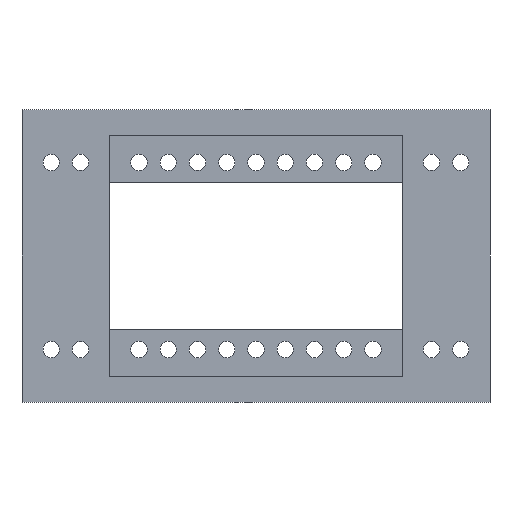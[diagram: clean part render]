
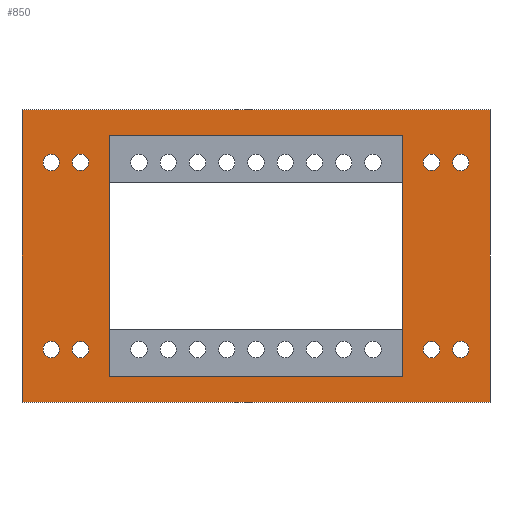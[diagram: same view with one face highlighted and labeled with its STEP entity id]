
A CAD part, front view. The second image highlights one B-rep face of the part: STEP entity #850.
In plain terms, the highlighted planar face has unit normal (0, -1, 0).
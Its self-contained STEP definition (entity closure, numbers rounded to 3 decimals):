
#42=FACE_BOUND('',#164,.T.);
#43=FACE_BOUND('',#165,.T.);
#44=FACE_BOUND('',#166,.T.);
#45=FACE_BOUND('',#167,.T.);
#46=FACE_BOUND('',#168,.T.);
#47=FACE_BOUND('',#169,.T.);
#48=FACE_BOUND('',#170,.T.);
#49=FACE_BOUND('',#171,.T.);
#50=FACE_BOUND('',#172,.T.);
#74=PLANE('',#926);
#96=FACE_OUTER_BOUND('',#163,.T.);
#163=EDGE_LOOP('',(#665,#666,#667,#668));
#164=EDGE_LOOP('',(#669));
#165=EDGE_LOOP('',(#670));
#166=EDGE_LOOP('',(#671));
#167=EDGE_LOOP('',(#672));
#168=EDGE_LOOP('',(#673));
#169=EDGE_LOOP('',(#674));
#170=EDGE_LOOP('',(#675));
#171=EDGE_LOOP('',(#676));
#172=EDGE_LOOP('',(#677,#678,#679,#680));
#225=LINE('',#1271,#287);
#229=LINE('',#1280,#291);
#234=LINE('',#1288,#296);
#236=LINE('',#1291,#298);
#241=LINE('',#1340,#303);
#242=LINE('',#1342,#304);
#243=LINE('',#1344,#305);
#244=LINE('',#1345,#306);
#287=VECTOR('',#1031,10.);
#291=VECTOR('',#1037,10.);
#296=VECTOR('',#1044,10.);
#298=VECTOR('',#1048,10.);
#303=VECTOR('',#1093,10.);
#304=VECTOR('',#1094,10.);
#305=VECTOR('',#1095,10.);
#306=VECTOR('',#1096,10.);
#341=CIRCLE('',#880,1.4);
#343=CIRCLE('',#883,1.4);
#345=CIRCLE('',#886,1.4);
#347=CIRCLE('',#889,1.4);
#349=CIRCLE('',#892,1.4);
#351=CIRCLE('',#895,1.4);
#353=CIRCLE('',#898,1.4);
#355=CIRCLE('',#901,1.4);
#393=VERTEX_POINT('',#1221);
#395=VERTEX_POINT('',#1227);
#397=VERTEX_POINT('',#1233);
#399=VERTEX_POINT('',#1239);
#401=VERTEX_POINT('',#1245);
#403=VERTEX_POINT('',#1251);
#405=VERTEX_POINT('',#1257);
#407=VERTEX_POINT('',#1263);
#409=VERTEX_POINT('',#1269);
#410=VERTEX_POINT('',#1270);
#413=VERTEX_POINT('',#1278);
#414=VERTEX_POINT('',#1279);
#439=VERTEX_POINT('',#1338);
#440=VERTEX_POINT('',#1339);
#441=VERTEX_POINT('',#1341);
#442=VERTEX_POINT('',#1343);
#469=EDGE_CURVE('',#393,#393,#341,.T.);
#472=EDGE_CURVE('',#395,#395,#343,.T.);
#475=EDGE_CURVE('',#397,#397,#345,.T.);
#478=EDGE_CURVE('',#399,#399,#347,.T.);
#481=EDGE_CURVE('',#401,#401,#349,.T.);
#484=EDGE_CURVE('',#403,#403,#351,.T.);
#487=EDGE_CURVE('',#405,#405,#353,.T.);
#490=EDGE_CURVE('',#407,#407,#355,.T.);
#493=EDGE_CURVE('',#409,#410,#225,.T.);
#497=EDGE_CURVE('',#413,#414,#229,.T.);
#502=EDGE_CURVE('',#409,#414,#234,.T.);
#504=EDGE_CURVE('',#413,#410,#236,.T.);
#527=EDGE_CURVE('',#439,#440,#241,.T.);
#528=EDGE_CURVE('',#441,#439,#242,.T.);
#529=EDGE_CURVE('',#442,#441,#243,.T.);
#530=EDGE_CURVE('',#440,#442,#244,.T.);
#665=ORIENTED_EDGE('',*,*,#502,.T.);
#666=ORIENTED_EDGE('',*,*,#497,.F.);
#667=ORIENTED_EDGE('',*,*,#504,.T.);
#668=ORIENTED_EDGE('',*,*,#493,.F.);
#669=ORIENTED_EDGE('',*,*,#469,.T.);
#670=ORIENTED_EDGE('',*,*,#472,.T.);
#671=ORIENTED_EDGE('',*,*,#475,.T.);
#672=ORIENTED_EDGE('',*,*,#478,.T.);
#673=ORIENTED_EDGE('',*,*,#481,.T.);
#674=ORIENTED_EDGE('',*,*,#484,.T.);
#675=ORIENTED_EDGE('',*,*,#487,.T.);
#676=ORIENTED_EDGE('',*,*,#490,.T.);
#677=ORIENTED_EDGE('',*,*,#527,.F.);
#678=ORIENTED_EDGE('',*,*,#528,.F.);
#679=ORIENTED_EDGE('',*,*,#529,.F.);
#680=ORIENTED_EDGE('',*,*,#530,.F.);
#850=ADVANCED_FACE('',(#96,#42,#43,#44,#45,#46,#47,#48,#49,#50),#74,.F.);
#880=AXIS2_PLACEMENT_3D('',#1222,#975,#976);
#883=AXIS2_PLACEMENT_3D('',#1228,#982,#983);
#886=AXIS2_PLACEMENT_3D('',#1234,#989,#990);
#889=AXIS2_PLACEMENT_3D('',#1240,#996,#997);
#892=AXIS2_PLACEMENT_3D('',#1246,#1003,#1004);
#895=AXIS2_PLACEMENT_3D('',#1252,#1010,#1011);
#898=AXIS2_PLACEMENT_3D('',#1258,#1017,#1018);
#901=AXIS2_PLACEMENT_3D('',#1264,#1024,#1025);
#926=AXIS2_PLACEMENT_3D('',#1337,#1091,#1092);
#975=DIRECTION('center_axis',(0.,1.,0.));
#976=DIRECTION('ref_axis',(1.,0.,0.));
#982=DIRECTION('center_axis',(0.,1.,0.));
#983=DIRECTION('ref_axis',(1.,0.,0.));
#989=DIRECTION('center_axis',(0.,1.,0.));
#990=DIRECTION('ref_axis',(1.,0.,0.));
#996=DIRECTION('center_axis',(0.,1.,0.));
#997=DIRECTION('ref_axis',(1.,0.,0.));
#1003=DIRECTION('center_axis',(0.,1.,0.));
#1004=DIRECTION('ref_axis',(1.,0.,0.));
#1010=DIRECTION('center_axis',(0.,1.,0.));
#1011=DIRECTION('ref_axis',(1.,0.,0.));
#1017=DIRECTION('center_axis',(0.,1.,0.));
#1018=DIRECTION('ref_axis',(1.,0.,0.));
#1024=DIRECTION('center_axis',(0.,1.,0.));
#1025=DIRECTION('ref_axis',(1.,0.,0.));
#1031=DIRECTION('',(0.,0.,-1.));
#1037=DIRECTION('',(0.,0.,1.));
#1044=DIRECTION('',(-1.,0.,0.));
#1048=DIRECTION('',(1.,0.,0.));
#1091=DIRECTION('center_axis',(0.,1.,0.));
#1092=DIRECTION('ref_axis',(1.,0.,0.));
#1093=DIRECTION('',(0.,0.,1.));
#1094=DIRECTION('',(1.,0.,0.));
#1095=DIRECTION('',(0.,0.,-1.));
#1096=DIRECTION('',(-1.,0.,0.));
#1221=CARTESIAN_POINT('',(-11.3,-10.,-28.6));
#1222=CARTESIAN_POINT('Origin',(-9.9,-10.,-28.6));
#1227=CARTESIAN_POINT('',(58.7,-10.,3.4));
#1228=CARTESIAN_POINT('Origin',(60.1,-10.,3.4));
#1233=CARTESIAN_POINT('',(-11.3,-10.,3.4));
#1234=CARTESIAN_POINT('Origin',(-9.9,-10.,3.4));
#1239=CARTESIAN_POINT('',(58.7,-10.,-28.6));
#1240=CARTESIAN_POINT('Origin',(60.1,-10.,-28.6));
#1245=CARTESIAN_POINT('',(-6.3,-10.,-28.6));
#1246=CARTESIAN_POINT('Origin',(-4.9,-10.,-28.6));
#1251=CARTESIAN_POINT('',(53.7,-10.,-28.6));
#1252=CARTESIAN_POINT('Origin',(55.1,-10.,-28.6));
#1257=CARTESIAN_POINT('',(-6.3,-10.,3.4));
#1258=CARTESIAN_POINT('Origin',(-4.9,-10.,3.4));
#1263=CARTESIAN_POINT('',(53.7,-10.,3.4));
#1264=CARTESIAN_POINT('Origin',(55.1,-10.,3.4));
#1269=CARTESIAN_POINT('',(65.1,-10.,12.4));
#1270=CARTESIAN_POINT('',(65.1,-10.,-37.6));
#1271=CARTESIAN_POINT('',(65.1,-10.,12.4));
#1278=CARTESIAN_POINT('',(-14.9,-10.,-37.6));
#1279=CARTESIAN_POINT('',(-14.9,-10.,12.4));
#1280=CARTESIAN_POINT('',(-14.9,-10.,-37.6));
#1288=CARTESIAN_POINT('',(40.712,-10.,12.4));
#1291=CARTESIAN_POINT('',(9.488,-10.,-37.6));
#1337=CARTESIAN_POINT('Origin',(25.1,-10.,-12.6));
#1338=CARTESIAN_POINT('',(50.2,-10.,-33.2));
#1339=CARTESIAN_POINT('',(50.2,-10.,8.));
#1340=CARTESIAN_POINT('',(50.2,-10.,-2.3));
#1341=CARTESIAN_POINT('',(0.,-10.,-33.2));
#1342=CARTESIAN_POINT('',(37.65,-10.,-33.2));
#1343=CARTESIAN_POINT('',(0.,-10.,8.));
#1344=CARTESIAN_POINT('',(0.,-10.,-22.9));
#1345=CARTESIAN_POINT('',(12.55,-10.,8.));
